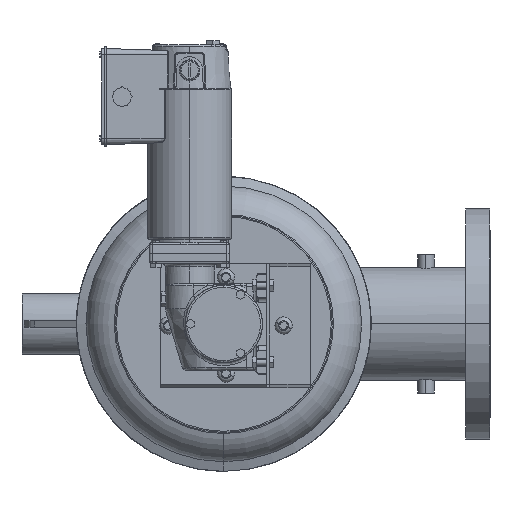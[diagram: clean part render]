
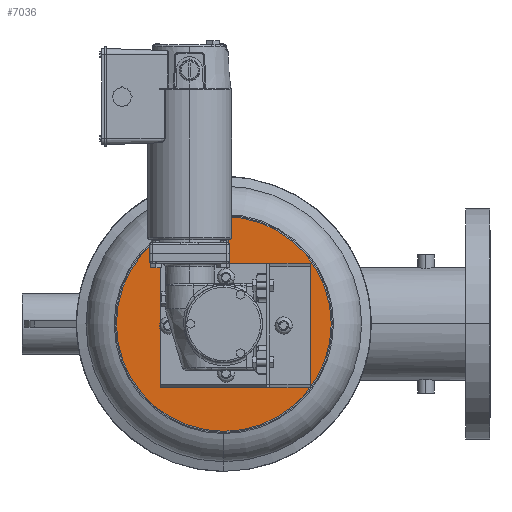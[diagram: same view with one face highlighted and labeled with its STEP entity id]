
A CAD part, left-side view. The second image highlights one B-rep face of the part: STEP entity #7036.
In plain terms, the highlighted planar face has unit normal (-1, 0, 0).
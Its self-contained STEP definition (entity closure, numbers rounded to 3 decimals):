
#145 = CIRCLE ( 'NONE', #8766, 106.362 ) ;
#2239 = FACE_OUTER_BOUND ( 'NONE', #9458, .T. ) ;
#2843 = ORIENTED_EDGE ( 'NONE', *, *, #27692, .F. ) ;
#6156 = DIRECTION ( 'NONE',  ( 0., 0., -1. ) ) ;
#7036 = ADVANCED_FACE ( 'NONE', ( #2239 ), #16707, .F. ) ;
#8766 = AXIS2_PLACEMENT_3D ( 'NONE', #20744, #11302, #6156 ) ;
#9458 = EDGE_LOOP ( 'NONE', ( #2843, #14810 ) ) ;
#11302 = DIRECTION ( 'NONE',  ( 1., 0., 0. ) ) ;
#14797 = EDGE_CURVE ( 'NONE', #25901, #29992, #145, .T. ) ;
#14810 = ORIENTED_EDGE ( 'NONE', *, *, #14797, .F. ) ;
#14909 = CARTESIAN_POINT ( 'NONE',  ( 0., 0., 0. ) ) ;
#16598 = DIRECTION ( 'NONE',  ( 1., 0., 0. ) ) ;
#16707 = PLANE ( 'NONE',  #25554 ) ;
#20093 = CARTESIAN_POINT ( 'NONE',  ( 0., 0., 106.362 ) ) ;
#20744 = CARTESIAN_POINT ( 'NONE',  ( 0., 0., 0. ) ) ;
#21195 = CIRCLE ( 'NONE', #31612, 106.362 ) ;
#25554 = AXIS2_PLACEMENT_3D ( 'NONE', #29621, #16598, #29508 ) ;
#25901 = VERTEX_POINT ( 'NONE', #28915 ) ;
#27076 = DIRECTION ( 'NONE',  ( 1., 0., 0. ) ) ;
#27692 = EDGE_CURVE ( 'NONE', #29992, #25901, #21195, .T. ) ;
#28915 = CARTESIAN_POINT ( 'NONE',  ( 0., 0., -106.362 ) ) ;
#29508 = DIRECTION ( 'NONE',  ( 0., 0., -1. ) ) ;
#29621 = CARTESIAN_POINT ( 'NONE',  ( 0., 0., 0. ) ) ;
#29992 = VERTEX_POINT ( 'NONE', #20093 ) ;
#31612 = AXIS2_PLACEMENT_3D ( 'NONE', #14909, #27076, #32348 ) ;
#32348 = DIRECTION ( 'NONE',  ( 0., 0., -1. ) ) ;
